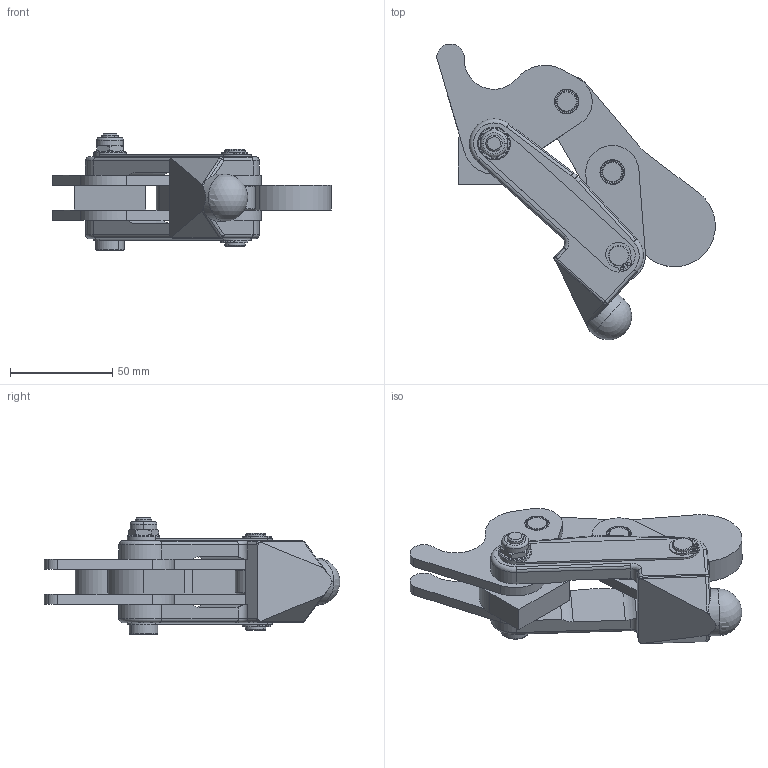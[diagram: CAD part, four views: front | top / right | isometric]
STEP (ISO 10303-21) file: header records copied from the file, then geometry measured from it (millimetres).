
FILE_DESCRIPTION((''),'2;1');
FILE_NAME('615-opened.stp','2005-09-28T09:54:48',('Kysilko'),(''),'Autodesk Inventor 8','Autodesk Inventor 8','');
FILE_SCHEMA(('AUTOMOTIVE_DESIGN { 1 0 10303 214 1 1 1 1 }'));
Length unit declared in the file: millimetre
Products named in the file (1): Part18
Bounding box: 136.14 x 144.4 x 57 mm (x, y, z)
Volume: 177140.7 mm3; surface area: 44473.9 mm2
Topology: 1 solids, 112 shells, 2009 faces, 5936 edges, 3914 vertices
Faces by surface type: plane 1410, cylinder 360, bspline 112, cone 110, torus 12, sphere 5
Entity records: 67878 total; most frequent: CARTESIAN_POINT 17201, ORIENTED_EDGE 11858, DIRECTION 9729, EDGE_CURVE 5929, VERTEX_POINT 3912, AXIS2_PLACEMENT_3D 3534, VECTOR 2661, LINE 2661
